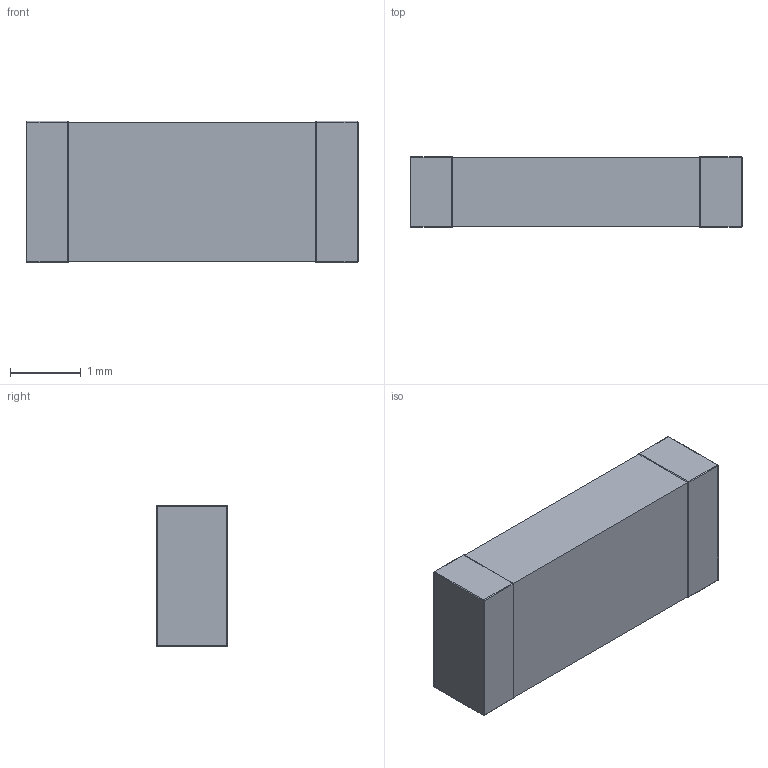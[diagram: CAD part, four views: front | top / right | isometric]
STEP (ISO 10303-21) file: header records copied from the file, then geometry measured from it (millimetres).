
FILE_DESCRIPTION (( 'STEP AP214' ), '1' );
FILE_NAME ('CAP_1808.STEP', '2015-03-08T11:28:53', ( '' ), ( '' ), 'SwSTEP 2.0', 'SolidWorks 2014', '' );
FILE_SCHEMA (( 'AUTOMOTIVE_DESIGN' ));
Length unit declared in the file: millimetre
Products named in the file (1): CAP_1808
Bounding box: 4.7 x 1 x 2 mm (x, y, z)
Volume: 9.2 mm3; surface area: 31.9 mm2
Topology: 1 solids, 1 shells, 54 faces, 116 edges, 48 vertices
Faces by surface type: cylinder 24, sphere 16, plane 14
Entity records: 1824 total; most frequent: DIRECTION 258, CARTESIAN_POINT 203, ORIENTED_EDGE 200, AXIS2_PLACEMENT_3D 103, EDGE_CURVE 100, ADVANCED_FACE 54, EDGE_LOOP 54, FACE_OUTER_BOUND 54
